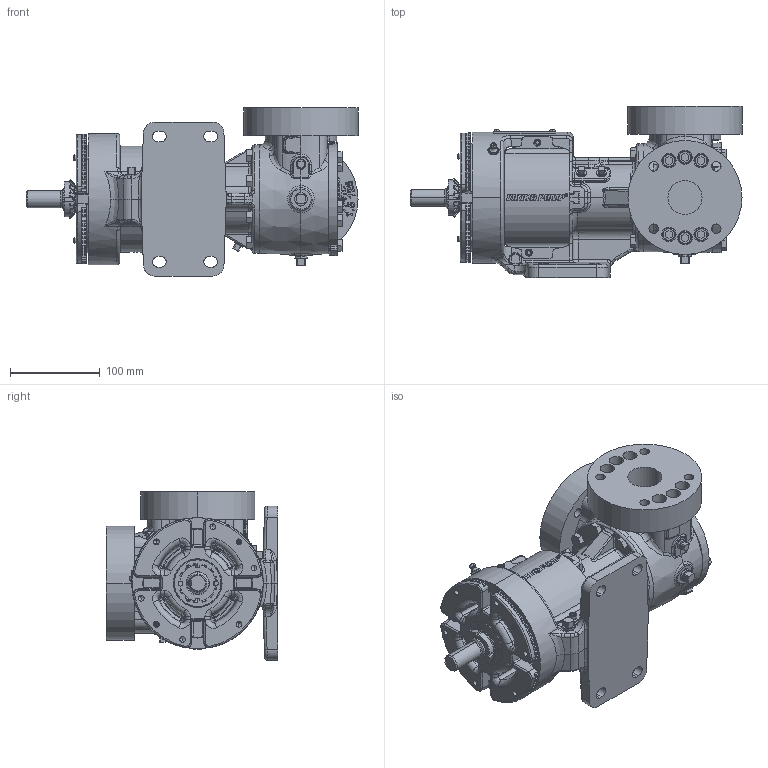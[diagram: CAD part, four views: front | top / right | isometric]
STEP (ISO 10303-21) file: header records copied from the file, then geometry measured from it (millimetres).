
FILE_DESCRIPTION (( 'STEP AP214' ), '1' );
FILE_NAME ('HV-4283.step', '2025-12-05T05:48:30', ( '' ), ( '' ), 'SwSTEP 2.0', 'SolidWorks 2024', '' );
FILE_SCHEMA (( 'AUTOMOTIVE_DESIGN' ));
Length unit declared in the file: millimetre
Products named in the file (1): HV-4283
Bounding box: 369.79 x 190.5 x 187.32 mm (x, y, z)
Volume: 3647906.1 mm3; surface area: 392646.8 mm2
Topology: 1 solids, 1 shells, 4223 faces, 10779 edges, 6769 vertices
Faces by surface type: plane 1441, bspline 1281, cylinder 880, cone 461, torus 90, sphere 70
Entity records: 175401 total; most frequent: CARTESIAN_POINT 83449, ORIENTED_EDGE 21410, DIRECTION 15540, EDGE_CURVE 10705, VERTEX_POINT 6762, AXIS2_PLACEMENT_3D 5492, LINE 4556, VECTOR 4556
